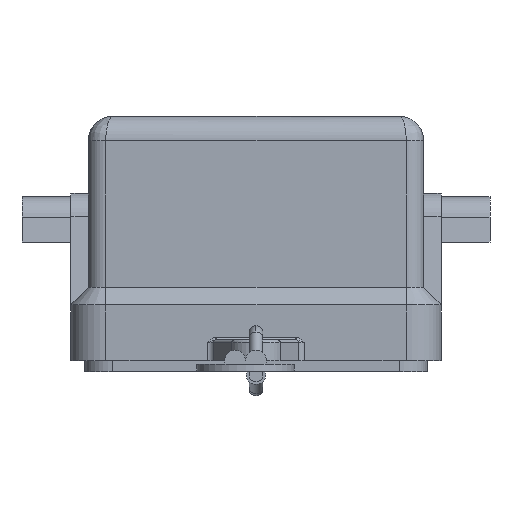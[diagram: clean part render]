
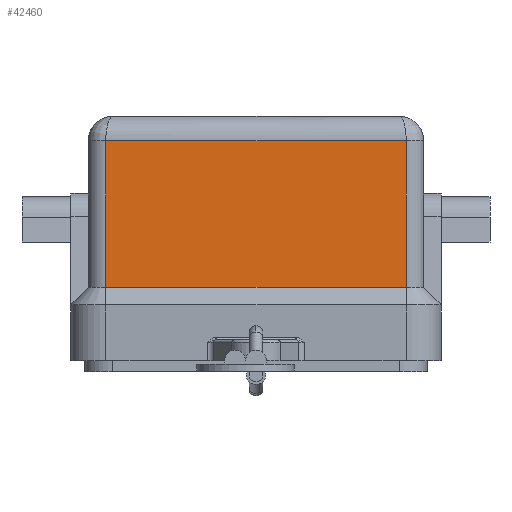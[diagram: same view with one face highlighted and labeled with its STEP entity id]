
A CAD part, left-side view. The second image highlights one B-rep face of the part: STEP entity #42460.
In plain terms, the highlighted planar face has unit normal (-1, 0, 0).
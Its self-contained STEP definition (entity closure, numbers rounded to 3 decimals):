
#4060=CARTESIAN_POINT('',(-12.,10.75,15.75));
#4070=DIRECTION('',(0.,-1.,0.));
#4080=VECTOR('',#4070,21.5);
#4090=LINE('',#4060,#4080);
#4100=CARTESIAN_POINT('',(-12.,10.75,15.75));
#4110=VERTEX_POINT('',#4100);
#4120=CARTESIAN_POINT('',(-12.,-10.75,15.75));
#4130=VERTEX_POINT('',#4120);
#4140=EDGE_CURVE('',#4110,#4130,#4090,.T.);
#17880=CARTESIAN_POINT('',(-12.,-10.75,5.25));
#17890=VERTEX_POINT('',#17880);
#17920=CARTESIAN_POINT('',(-12.,-10.75,5.25));
#17930=DIRECTION('',(0.,0.,1.));
#17940=VECTOR('',#17930,10.5);
#17950=LINE('',#17920,#17940);
#17960=EDGE_CURVE('',#17890,#4130,#17950,.T.);
#41690=CARTESIAN_POINT('',(-12.,10.75,5.25));
#41700=VERTEX_POINT('',#41690);
#41730=CARTESIAN_POINT('',(-12.,-10.75,5.25));
#41740=DIRECTION('',(0.,1.,0.));
#41750=VECTOR('',#41740,21.5);
#41760=LINE('',#41730,#41750);
#41770=EDGE_CURVE('',#17890,#41700,#41760,.T.);
#42300=CARTESIAN_POINT('',(-12.,-10.75,0.));
#42310=DIRECTION('',(-1.,0.,0.));
#42320=DIRECTION('',(0.,0.,1.));
#42330=AXIS2_PLACEMENT_3D('',#42300,#42310,#42320);
#42340=PLANE('',#42330);
#42350=ORIENTED_EDGE('',*,*,#17960,.T.);
#42360=ORIENTED_EDGE('',*,*,#41770,.F.);
#42370=CARTESIAN_POINT('',(-12.,10.75,5.25));
#42380=DIRECTION('',(0.,0.,1.));
#42390=VECTOR('',#42380,10.5);
#42400=LINE('',#42370,#42390);
#42410=EDGE_CURVE('',#41700,#4110,#42400,.T.);
#42420=ORIENTED_EDGE('',*,*,#42410,.F.);
#42430=ORIENTED_EDGE('',*,*,#4140,.F.);
#42440=EDGE_LOOP('',(#42430,#42420,#42360,#42350));
#42450=FACE_OUTER_BOUND('',#42440,.T.);
#42460=ADVANCED_FACE('',(#42450),#42340,.T.);
